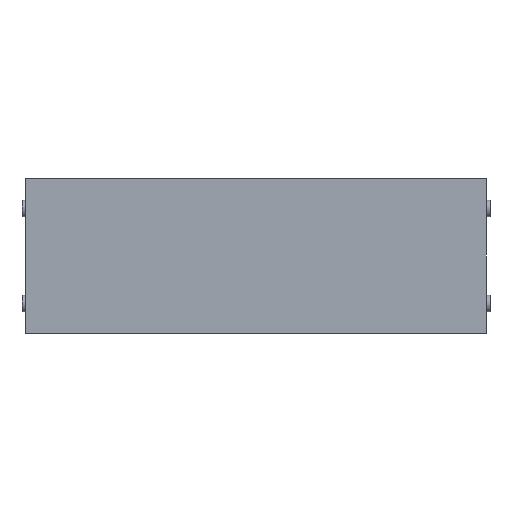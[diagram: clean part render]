
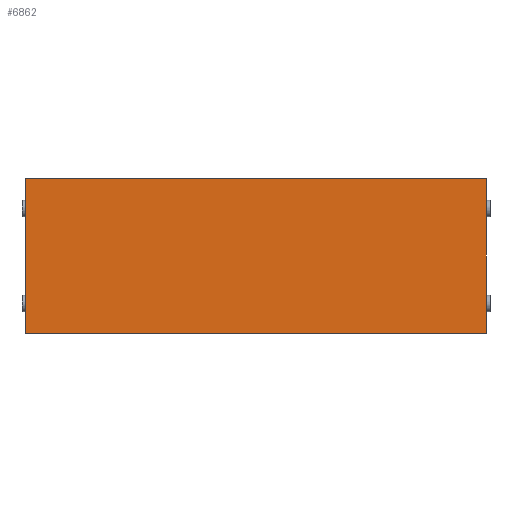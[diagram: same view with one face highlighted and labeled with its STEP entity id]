
A CAD part, front view. The second image highlights one B-rep face of the part: STEP entity #6862.
In plain terms, the highlighted planar face has unit normal (0, -1, 0).
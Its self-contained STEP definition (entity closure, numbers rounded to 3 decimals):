
#1129 = CARTESIAN_POINT ( 'NONE',  ( 194., -20., 65. ) ) ;
#1139 = VERTEX_POINT ( 'NONE', #17778 ) ;
#2088 = VECTOR ( 'NONE', #25925, 1000. ) ;
#2191 = CARTESIAN_POINT ( 'NONE',  ( -194., -20., 65. ) ) ;
#3210 = CARTESIAN_POINT ( 'NONE',  ( -194., -20., 65. ) ) ;
#3711 = VERTEX_POINT ( 'NONE', #1129 ) ;
#5134 = ORIENTED_EDGE ( 'NONE', *, *, #24795, .T. ) ;
#5189 = PLANE ( 'NONE',  #24358 ) ;
#6862 = ADVANCED_FACE ( 'NONE', ( #29047 ), #5189, .T. ) ;
#11039 = CARTESIAN_POINT ( 'NONE',  ( -194., -20., 65. ) ) ;
#17482 = VERTEX_POINT ( 'NONE', #32429 ) ;
#17691 = EDGE_CURVE ( 'NONE', #1139, #3711, #34644, .T. ) ;
#17778 = CARTESIAN_POINT ( 'NONE',  ( 194., -20., -65. ) ) ;
#18128 = ORIENTED_EDGE ( 'NONE', *, *, #17691, .T. ) ;
#19823 = DIRECTION ( 'NONE',  ( -1., 0., 0. ) ) ;
#20252 = DIRECTION ( 'NONE',  ( 0., 0., -1. ) ) ;
#21849 = LINE ( 'NONE', #2191, #31204 ) ;
#23008 = CARTESIAN_POINT ( 'NONE',  ( 194., -20., 65. ) ) ;
#23227 = CARTESIAN_POINT ( 'NONE',  ( -194., -20., -65. ) ) ;
#23244 = LINE ( 'NONE', #11039, #32303 ) ;
#24358 = AXIS2_PLACEMENT_3D ( 'NONE', #37259, #32091, #20252 ) ;
#24795 = EDGE_CURVE ( 'NONE', #3711, #32828, #23244, .T. ) ;
#25925 = DIRECTION ( 'NONE',  ( 1., 0., 0. ) ) ;
#29047 = FACE_OUTER_BOUND ( 'NONE', #29749, .T. ) ;
#29749 = EDGE_LOOP ( 'NONE', ( #30148, #30032, #18128, #5134 ) ) ;
#30032 = ORIENTED_EDGE ( 'NONE', *, *, #37459, .T. ) ;
#30148 = ORIENTED_EDGE ( 'NONE', *, *, #30428, .T. ) ;
#30428 = EDGE_CURVE ( 'NONE', #32828, #17482, #21849, .T. ) ;
#31204 = VECTOR ( 'NONE', #34240, 1000. ) ;
#32091 = DIRECTION ( 'NONE',  ( 0., -1., 0. ) ) ;
#32303 = VECTOR ( 'NONE', #19823, 1000. ) ;
#32376 = LINE ( 'NONE', #23227, #2088 ) ;
#32429 = CARTESIAN_POINT ( 'NONE',  ( -194., -20., -65. ) ) ;
#32828 = VERTEX_POINT ( 'NONE', #3210 ) ;
#34240 = DIRECTION ( 'NONE',  ( 0., 0., -1. ) ) ;
#34644 = LINE ( 'NONE', #23008, #35034 ) ;
#35034 = VECTOR ( 'NONE', #37523, 1000. ) ;
#37259 = CARTESIAN_POINT ( 'NONE',  ( 0., -20., 0. ) ) ;
#37459 = EDGE_CURVE ( 'NONE', #17482, #1139, #32376, .T. ) ;
#37523 = DIRECTION ( 'NONE',  ( 0., 0., 1. ) ) ;
